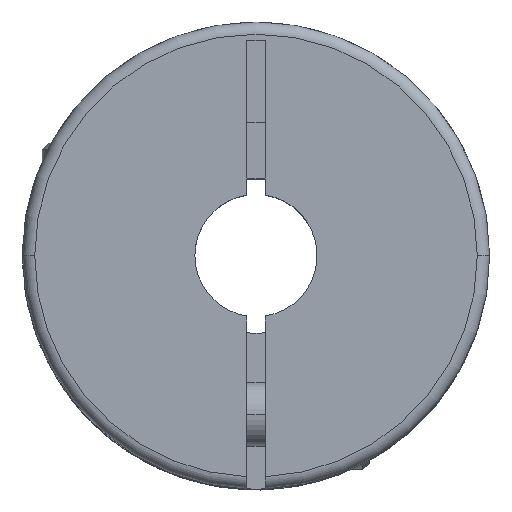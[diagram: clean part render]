
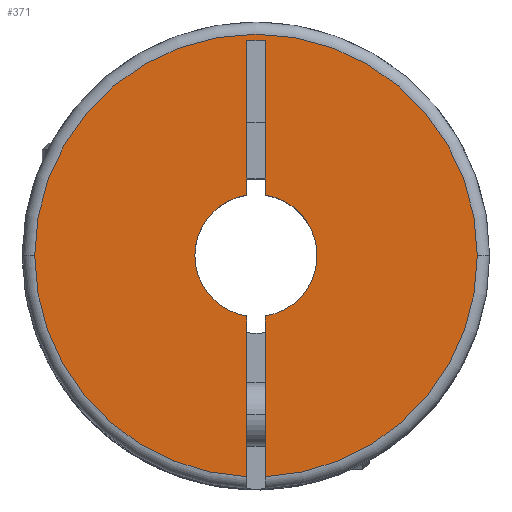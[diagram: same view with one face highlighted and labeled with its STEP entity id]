
A CAD part, top view. The second image highlights one B-rep face of the part: STEP entity #371.
In plain terms, the highlighted planar face has unit normal (0, 0, 1).
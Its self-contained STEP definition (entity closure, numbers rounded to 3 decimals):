
#84 = DIRECTION ( 'NONE',  ( -1., 0., 0. ) ) ;
#135 = VECTOR ( 'NONE', #3635, 1000. ) ;
#161 = CARTESIAN_POINT ( 'NONE',  ( -2.5, 0., 0. ) ) ;
#170 = ORIENTED_EDGE ( 'NONE', *, *, #3019, .T. ) ;
#257 = CARTESIAN_POINT ( 'NONE',  ( 0.375, -9.55, 0. ) ) ;
#277 = CARTESIAN_POINT ( 'NONE',  ( -0.375, 8.8, 0. ) ) ;
#288 = DIRECTION ( 'NONE',  ( -1., 0., 0. ) ) ;
#371 = ADVANCED_FACE ( 'NONE', ( #3968 ), #1695, .F. ) ;
#403 = DIRECTION ( 'NONE',  ( 0., 0., -1. ) ) ;
#419 = EDGE_CURVE ( 'NONE', #1863, #3989, #2989, .T. ) ;
#543 = CARTESIAN_POINT ( 'NONE',  ( -0.375, -2.472, 0. ) ) ;
#549 = DIRECTION ( 'NONE',  ( 0., 0., -1. ) ) ;
#562 = AXIS2_PLACEMENT_3D ( 'NONE', #2469, #403, #4052 ) ;
#603 = CIRCLE ( 'NONE', #1089, 9.05 ) ;
#607 = CARTESIAN_POINT ( 'NONE',  ( 0., 0., 0. ) ) ;
#613 = DIRECTION ( 'NONE',  ( 0., 0., -1. ) ) ;
#639 = CARTESIAN_POINT ( 'NONE',  ( 0., 0., 0. ) ) ;
#656 = DIRECTION ( 'NONE',  ( -1., 0., 0. ) ) ;
#688 = DIRECTION ( 'NONE',  ( 0., -1., 0. ) ) ;
#705 = CARTESIAN_POINT ( 'NONE',  ( 0.375, 8.8, 0. ) ) ;
#774 = CARTESIAN_POINT ( 'NONE',  ( 0., 0., 0. ) ) ;
#831 = CARTESIAN_POINT ( 'NONE',  ( -0.375, 8.8, 0. ) ) ;
#897 = CIRCLE ( 'NONE', #1466, 9.05 ) ;
#902 = EDGE_LOOP ( 'NONE', ( #3468, #3418, #170, #3265, #1311, #4112, #4102, #3514, #957, #2756, #2479 ) ) ;
#937 = DIRECTION ( 'NONE',  ( -1., 0., 0. ) ) ;
#957 = ORIENTED_EDGE ( 'NONE', *, *, #2932, .F. ) ;
#1003 = DIRECTION ( 'NONE',  ( 0., 0., -1. ) ) ;
#1076 = EDGE_CURVE ( 'NONE', #1192, #3705, #897, .T. ) ;
#1089 = AXIS2_PLACEMENT_3D ( 'NONE', #607, #4302, #1580 ) ;
#1170 = LINE ( 'NONE', #1525, #3991 ) ;
#1176 = EDGE_CURVE ( 'NONE', #1445, #2456, #2866, .T. ) ;
#1192 = VERTEX_POINT ( 'NONE', #2342 ) ;
#1301 = CARTESIAN_POINT ( 'NONE',  ( 0.375, -9.55, 0. ) ) ;
#1311 = ORIENTED_EDGE ( 'NONE', *, *, #419, .F. ) ;
#1417 = EDGE_CURVE ( 'NONE', #1974, #4348, #2048, .T. ) ;
#1445 = VERTEX_POINT ( 'NONE', #1961 ) ;
#1466 = AXIS2_PLACEMENT_3D ( 'NONE', #1867, #549, #656 ) ;
#1525 = CARTESIAN_POINT ( 'NONE',  ( -0.375, 8.8, 0. ) ) ;
#1580 = DIRECTION ( 'NONE',  ( -1., 0., 0. ) ) ;
#1589 = AXIS2_PLACEMENT_3D ( 'NONE', #639, #613, #288 ) ;
#1671 = CIRCLE ( 'NONE', #562, 2.5 ) ;
#1695 = PLANE ( 'NONE',  #3946 ) ;
#1758 = CARTESIAN_POINT ( 'NONE',  ( 0.375, 8.8, 0. ) ) ;
#1820 = CIRCLE ( 'NONE', #3442, 2.5 ) ;
#1863 = VERTEX_POINT ( 'NONE', #831 ) ;
#1867 = CARTESIAN_POINT ( 'NONE',  ( 0., 0., 0. ) ) ;
#1947 = EDGE_CURVE ( 'NONE', #3470, #3989, #2914, .T. ) ;
#1961 = CARTESIAN_POINT ( 'NONE',  ( -0.375, -9.042, 0. ) ) ;
#1974 = VERTEX_POINT ( 'NONE', #2359 ) ;
#2048 = LINE ( 'NONE', #1301, #135 ) ;
#2078 = VERTEX_POINT ( 'NONE', #543 ) ;
#2112 = DIRECTION ( 'NONE',  ( -1., 0., 0. ) ) ;
#2319 = VERTEX_POINT ( 'NONE', #3988 ) ;
#2342 = CARTESIAN_POINT ( 'NONE',  ( 9.05, 0., 0. ) ) ;
#2357 = EDGE_CURVE ( 'NONE', #2456, #1192, #603, .T. ) ;
#2359 = CARTESIAN_POINT ( 'NONE',  ( 0.375, 2.472, 0. ) ) ;
#2363 = CARTESIAN_POINT ( 'NONE',  ( -0.375, 2.472, 0. ) ) ;
#2442 = VECTOR ( 'NONE', #84, 1000. ) ;
#2456 = VERTEX_POINT ( 'NONE', #4342 ) ;
#2469 = CARTESIAN_POINT ( 'NONE',  ( 0., 0., 0. ) ) ;
#2479 = ORIENTED_EDGE ( 'NONE', *, *, #2357, .F. ) ;
#2539 = LINE ( 'NONE', #257, #4059 ) ;
#2688 = DIRECTION ( 'NONE',  ( 0., 0., -1. ) ) ;
#2756 = ORIENTED_EDGE ( 'NONE', *, *, #1076, .F. ) ;
#2866 = CIRCLE ( 'NONE', #3644, 9.05 ) ;
#2914 = CIRCLE ( 'NONE', #1589, 2.5 ) ;
#2932 = EDGE_CURVE ( 'NONE', #3705, #2319, #2539, .T. ) ;
#2989 = LINE ( 'NONE', #277, #3521 ) ;
#3019 = EDGE_CURVE ( 'NONE', #2078, #3470, #1671, .T. ) ;
#3265 = ORIENTED_EDGE ( 'NONE', *, *, #1947, .T. ) ;
#3290 = EDGE_CURVE ( 'NONE', #4348, #1863, #3387, .T. ) ;
#3321 = CARTESIAN_POINT ( 'NONE',  ( 0.375, -9.042, 0. ) ) ;
#3387 = LINE ( 'NONE', #1758, #2442 ) ;
#3418 = ORIENTED_EDGE ( 'NONE', *, *, #3471, .F. ) ;
#3442 = AXIS2_PLACEMENT_3D ( 'NONE', #774, #3526, #2112 ) ;
#3468 = ORIENTED_EDGE ( 'NONE', *, *, #1176, .F. ) ;
#3470 = VERTEX_POINT ( 'NONE', #161 ) ;
#3471 = EDGE_CURVE ( 'NONE', #2078, #1445, #1170, .T. ) ;
#3514 = ORIENTED_EDGE ( 'NONE', *, *, #4256, .T. ) ;
#3521 = VECTOR ( 'NONE', #688, 1000. ) ;
#3526 = DIRECTION ( 'NONE',  ( 0., 0., -1. ) ) ;
#3635 = DIRECTION ( 'NONE',  ( 0., 1., 0. ) ) ;
#3644 = AXIS2_PLACEMENT_3D ( 'NONE', #4288, #1003, #937 ) ;
#3705 = VERTEX_POINT ( 'NONE', #3321 ) ;
#3722 = CARTESIAN_POINT ( 'NONE',  ( 0., 0., 0. ) ) ;
#3878 = DIRECTION ( 'NONE',  ( 0., -1., 0. ) ) ;
#3881 = DIRECTION ( 'NONE',  ( 0., 1., 0. ) ) ;
#3946 = AXIS2_PLACEMENT_3D ( 'NONE', #3722, #2688, #4013 ) ;
#3968 = FACE_OUTER_BOUND ( 'NONE', #902, .T. ) ;
#3988 = CARTESIAN_POINT ( 'NONE',  ( 0.375, -2.472, 0. ) ) ;
#3989 = VERTEX_POINT ( 'NONE', #2363 ) ;
#3991 = VECTOR ( 'NONE', #3878, 1000. ) ;
#4013 = DIRECTION ( 'NONE',  ( 0., -1., 0. ) ) ;
#4052 = DIRECTION ( 'NONE',  ( -1., 0., 0. ) ) ;
#4059 = VECTOR ( 'NONE', #3881, 1000. ) ;
#4102 = ORIENTED_EDGE ( 'NONE', *, *, #1417, .F. ) ;
#4112 = ORIENTED_EDGE ( 'NONE', *, *, #3290, .F. ) ;
#4256 = EDGE_CURVE ( 'NONE', #1974, #2319, #1820, .T. ) ;
#4288 = CARTESIAN_POINT ( 'NONE',  ( 0., 0., 0. ) ) ;
#4302 = DIRECTION ( 'NONE',  ( 0., 0., -1. ) ) ;
#4342 = CARTESIAN_POINT ( 'NONE',  ( -9.05, 0., 0. ) ) ;
#4348 = VERTEX_POINT ( 'NONE', #705 ) ;
